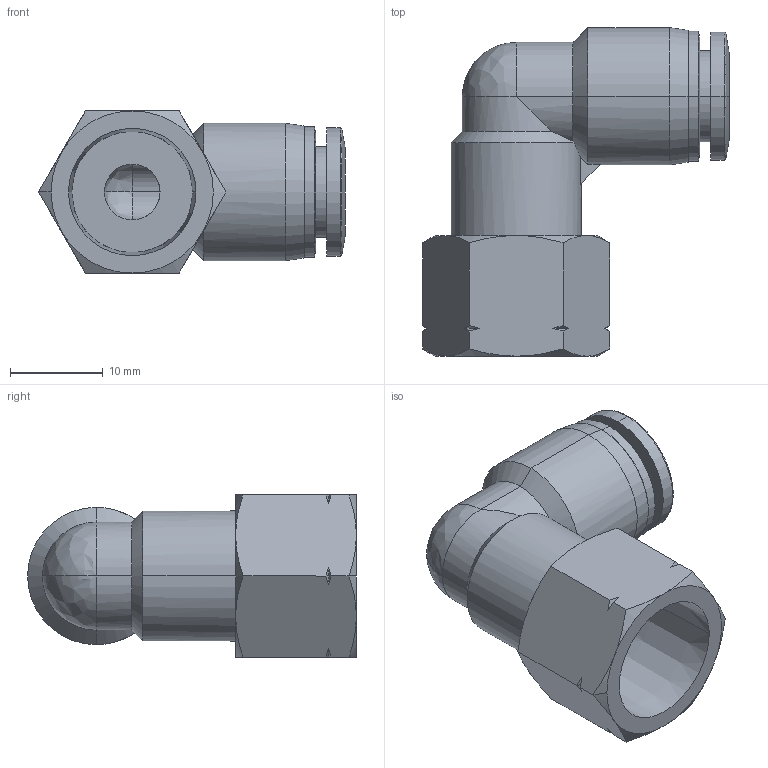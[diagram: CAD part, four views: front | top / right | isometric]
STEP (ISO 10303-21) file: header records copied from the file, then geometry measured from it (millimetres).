
FILE_DESCRIPTION (( 'STEP AP203' ), '1' );
FILE_NAME ('FE516-14N.step', '2016-02-15T19:59:56', ( '' ), ( '' ), 'SwSTEP 2.0', 'SolidWorks 2015', '' );
FILE_SCHEMA (( 'CONFIG_CONTROL_DESIGN' ));
Length unit declared in the file: inch
Products named in the file (1): FE516-14N
Bounding box: 33.03 x 35.4 x 17.46 mm (x, y, z)
Volume: 5579.6 mm3; surface area: 4278.2 mm2
Topology: 1 solids, 1 shells, 87 faces, 206 edges, 122 vertices
Faces by surface type: cone 42, cylinder 21, plane 16, bspline 8
Entity records: 2743 total; most frequent: CARTESIAN_POINT 779, ORIENTED_EDGE 404, DIRECTION 385, EDGE_CURVE 202, AXIS2_PLACEMENT_3D 166, VERTEX_POINT 122, EDGE_LOOP 94, ADVANCED_FACE 87
